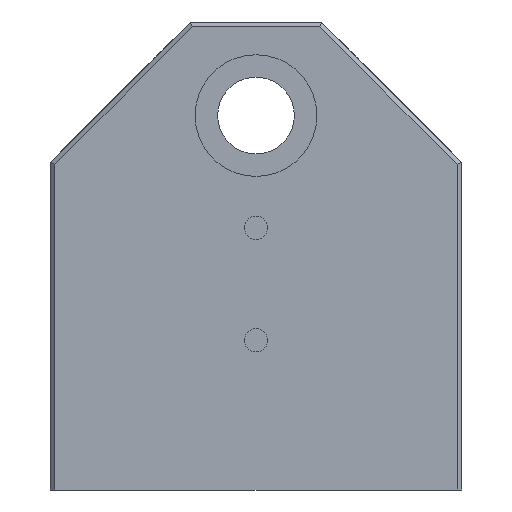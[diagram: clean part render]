
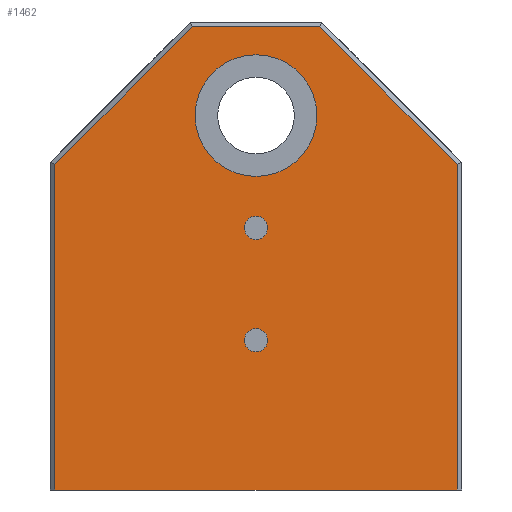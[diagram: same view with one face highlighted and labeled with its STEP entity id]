
A CAD part, left-side view. The second image highlights one B-rep face of the part: STEP entity #1462.
In plain terms, the highlighted planar face has unit normal (-1, 0, 0).
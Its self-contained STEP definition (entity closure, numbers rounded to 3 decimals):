
#53=DIRECTION('',(0.,-1.,0.));
#54=VECTOR('',#53,43.);
#55=CARTESIAN_POINT('',(-22.,21.5,0.));
#56=LINE('',#55,#54);
#376=CARTESIAN_POINT('',(-22.,0.,28.));
#377=DIRECTION('',(-1.,0.,0.));
#378=DIRECTION('',(0.,-1.,0.));
#379=AXIS2_PLACEMENT_3D('',#376,#377,#378);
#381=CARTESIAN_POINT('',(-22.,0.,28.));
#382=DIRECTION('',(-1.,0.,0.));
#383=DIRECTION('',(0.,1.,0.));
#384=AXIS2_PLACEMENT_3D('',#381,#382,#383);
#386=CARTESIAN_POINT('',(-22.,0.,16.));
#387=DIRECTION('',(-1.,0.,0.));
#388=DIRECTION('',(0.,-1.,0.));
#389=AXIS2_PLACEMENT_3D('',#386,#387,#388);
#391=CARTESIAN_POINT('',(-22.,0.,16.));
#392=DIRECTION('',(-1.,0.,0.));
#393=DIRECTION('',(0.,1.,0.));
#394=AXIS2_PLACEMENT_3D('',#391,#392,#393);
#396=CARTESIAN_POINT('',(-22.,0.,40.));
#397=DIRECTION('',(-1.,0.,0.));
#398=DIRECTION('',(0.,1.,0.));
#399=AXIS2_PLACEMENT_3D('',#396,#397,#398);
#401=CARTESIAN_POINT('',(-22.,0.,40.));
#402=DIRECTION('',(-1.,0.,0.));
#403=DIRECTION('',(0.,-1.,0.));
#404=AXIS2_PLACEMENT_3D('',#401,#402,#403);
#406=DIRECTION('',(0.,0.,-1.));
#407=VECTOR('',#406,34.793);
#408=CARTESIAN_POINT('',(-22.,21.5,34.793));
#409=LINE('',#408,#407);
#410=DIRECTION('',(0.,0.707,-0.707));
#411=VECTOR('',#410,20.799);
#412=CARTESIAN_POINT('',(-22.,6.793,49.5));
#413=LINE('',#412,#411);
#414=DIRECTION('',(0.,-1.,0.));
#415=VECTOR('',#414,13.586);
#416=CARTESIAN_POINT('',(-22.,6.793,49.5));
#417=LINE('',#416,#415);
#418=DIRECTION('',(0.,0.707,0.707));
#419=VECTOR('',#418,20.799);
#420=CARTESIAN_POINT('',(-22.,-21.5,34.793));
#421=LINE('',#420,#419);
#422=DIRECTION('',(0.,0.,-1.));
#423=VECTOR('',#422,34.793);
#424=CARTESIAN_POINT('',(-22.,-21.5,34.793));
#425=LINE('',#424,#423);
#793=CARTESIAN_POINT('',(-22.,-1.25,28.));
#794=CARTESIAN_POINT('',(-22.,1.25,28.));
#795=VERTEX_POINT('',#793);
#796=VERTEX_POINT('',#794);
#797=CARTESIAN_POINT('',(-22.,-1.25,16.));
#798=CARTESIAN_POINT('',(-22.,1.25,16.));
#799=VERTEX_POINT('',#797);
#800=VERTEX_POINT('',#798);
#889=CARTESIAN_POINT('',(-22.,6.5,40.));
#890=CARTESIAN_POINT('',(-22.,-6.5,40.));
#891=VERTEX_POINT('',#889);
#892=VERTEX_POINT('',#890);
#921=CARTESIAN_POINT('',(-22.,21.5,0.));
#923=VERTEX_POINT('',#921);
#927=CARTESIAN_POINT('',(-22.,21.5,34.793));
#928=VERTEX_POINT('',#927);
#929=CARTESIAN_POINT('',(-22.,6.793,49.5));
#930=VERTEX_POINT('',#929);
#933=CARTESIAN_POINT('',(-22.,-6.793,49.5));
#934=VERTEX_POINT('',#933);
#937=CARTESIAN_POINT('',(-22.,-21.5,34.793));
#938=VERTEX_POINT('',#937);
#942=CARTESIAN_POINT('',(-22.,-21.5,0.));
#944=VERTEX_POINT('',#942);
#1427=CARTESIAN_POINT('',(-22.,22.,0.));
#1428=DIRECTION('',(-1.,0.,0.));
#1429=DIRECTION('',(0.,-1.,0.));
#1430=AXIS2_PLACEMENT_3D('',#1427,#1428,#1429);
#1431=PLANE('',#1430);
#1433=ORIENTED_EDGE('',*,*,#1432,.F.);
#1435=ORIENTED_EDGE('',*,*,#1434,.F.);
#1437=ORIENTED_EDGE('',*,*,#1436,.T.);
#1439=ORIENTED_EDGE('',*,*,#1438,.F.);
#1440=ORIENTED_EDGE('',*,*,#1419,.T.);
#1441=ORIENTED_EDGE('',*,*,#972,.F.);
#1442=EDGE_LOOP('',(#1433,#1435,#1437,#1439,#1440,#1441));
#1443=FACE_OUTER_BOUND('',#1442,.F.);
#1445=ORIENTED_EDGE('',*,*,#1444,.T.);
#1447=ORIENTED_EDGE('',*,*,#1446,.T.);
#1448=EDGE_LOOP('',(#1445,#1447));
#1449=FACE_BOUND('',#1448,.F.);
#1451=ORIENTED_EDGE('',*,*,#1450,.T.);
#1453=ORIENTED_EDGE('',*,*,#1452,.T.);
#1454=EDGE_LOOP('',(#1451,#1453));
#1455=FACE_BOUND('',#1454,.F.);
#1457=ORIENTED_EDGE('',*,*,#1456,.T.);
#1459=ORIENTED_EDGE('',*,*,#1458,.T.);
#1460=EDGE_LOOP('',(#1457,#1459));
#1461=FACE_BOUND('',#1460,.F.);
#1462=ADVANCED_FACE('',(#1443,#1449,#1455,#1461),#1431,.T.);
#380=CIRCLE('',#379,1.25);
#385=CIRCLE('',#384,1.25);
#390=CIRCLE('',#389,1.25);
#395=CIRCLE('',#394,1.25);
#400=CIRCLE('',#399,6.5);
#405=CIRCLE('',#404,6.5);
#972=EDGE_CURVE('',#923,#944,#56,.T.);
#1419=EDGE_CURVE('',#938,#944,#425,.T.);
#1432=EDGE_CURVE('',#928,#923,#409,.T.);
#1434=EDGE_CURVE('',#930,#928,#413,.T.);
#1436=EDGE_CURVE('',#930,#934,#417,.T.);
#1438=EDGE_CURVE('',#938,#934,#421,.T.);
#1444=EDGE_CURVE('',#799,#800,#390,.T.);
#1446=EDGE_CURVE('',#800,#799,#395,.T.);
#1450=EDGE_CURVE('',#891,#892,#400,.T.);
#1452=EDGE_CURVE('',#892,#891,#405,.T.);
#1456=EDGE_CURVE('',#795,#796,#380,.T.);
#1458=EDGE_CURVE('',#796,#795,#385,.T.);
